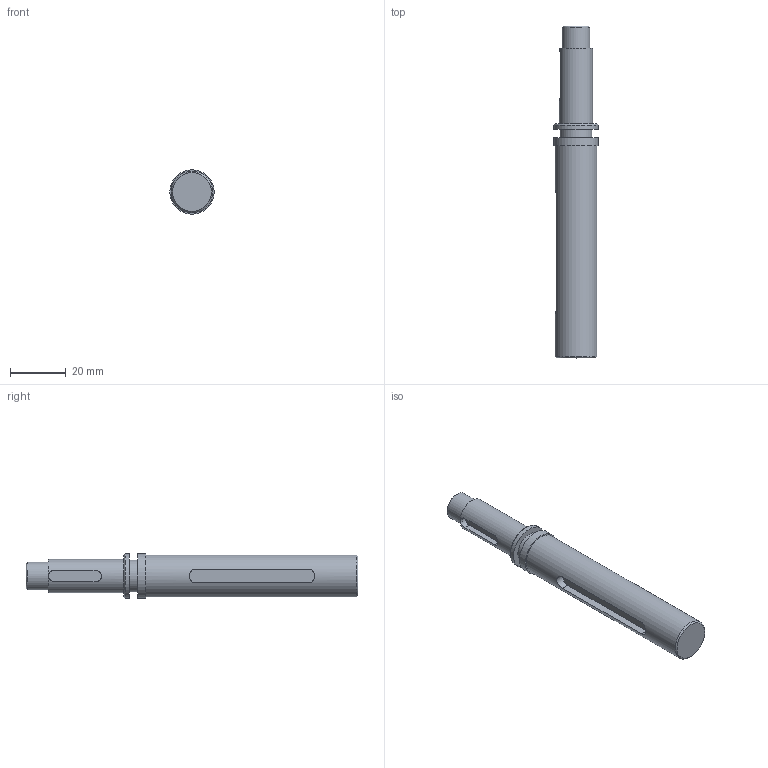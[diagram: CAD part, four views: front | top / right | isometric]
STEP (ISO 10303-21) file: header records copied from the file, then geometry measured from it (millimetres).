
FILE_DESCRIPTION (( 'STEP AP214' ), '1' );
FILE_NAME ('BRAS-USI-007A-axe roue.STEP', '2023-09-22T06:02:37', ( '' ), ( '' ), 'SwSTEP 2.0', 'SolidWorks 2021', '' );
FILE_SCHEMA (( 'AUTOMOTIVE_DESIGN' ));
Length unit declared in the file: millimetre
Products named in the file (1): BRAS-USI-007A-axe roue
Bounding box: 15.9 x 119 x 15.9 mm (x, y, z)
Volume: 17582.5 mm3; surface area: 6102 mm2
Topology: 1 solids, 1 shells, 26 faces, 53 edges, 35 vertices
Faces by surface type: plane 13, cylinder 10, cone 3
Full cylindrical faces by diameter (mm): 10 x1, 11.4 x1, 12 x1, 15 x1, 15.9 x2
Entity records: 748 total; most frequent: CARTESIAN_POINT 217, DIRECTION 108, ORIENTED_EDGE 78, AXIS2_PLACEMENT_3D 46, EDGE_LOOP 42, EDGE_CURVE 39, FACE_OUTER_BOUND 32, VERTEX_POINT 31
